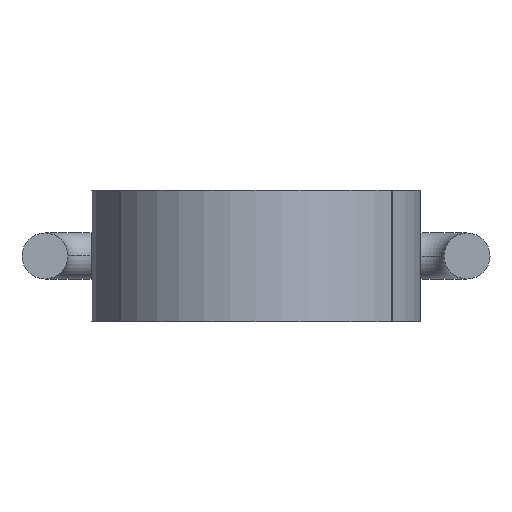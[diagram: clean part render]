
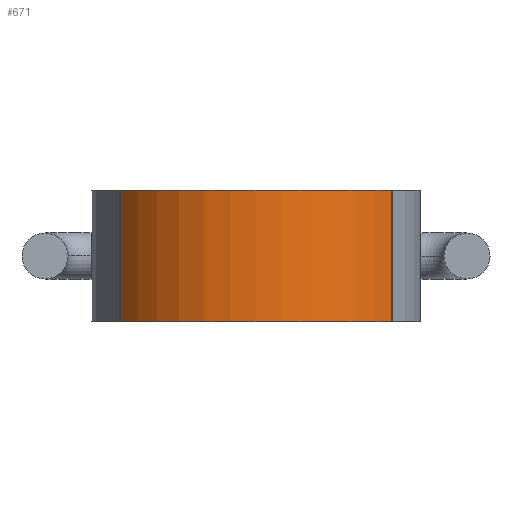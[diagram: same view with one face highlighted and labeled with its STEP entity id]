
A CAD part, front view. The second image highlights one B-rep face of the part: STEP entity #671.
In plain terms, the highlighted cylindrical face has radius 2.5 mm (diameter 5 mm), a partial arc.
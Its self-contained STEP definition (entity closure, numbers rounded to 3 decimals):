
#7 = DIRECTION ( 'NONE',  ( -1., 0., 0. ) ) ;
#29 = CIRCLE ( 'NONE', #897, 2.5 ) ;
#67 = VERTEX_POINT ( 'NONE', #138 ) ;
#73 = AXIS2_PLACEMENT_3D ( 'NONE', #977, #465, #1066 ) ;
#104 = CARTESIAN_POINT ( 'NONE',  ( -2.063, -1.412, 1. ) ) ;
#138 = CARTESIAN_POINT ( 'NONE',  ( -2.063, -1.412, -1. ) ) ;
#204 = ORIENTED_EDGE ( 'NONE', *, *, #489, .T. ) ;
#220 = DIRECTION ( 'NONE',  ( 0., 0., 1. ) ) ;
#257 = DIRECTION ( 'NONE',  ( 0., 0., 1. ) ) ;
#284 = VECTOR ( 'NONE', #220, 1000. ) ;
#416 = EDGE_CURVE ( 'NONE', #727, #1017, #806, .T. ) ;
#465 = DIRECTION ( 'NONE',  ( 0., 0., 1. ) ) ;
#466 = VECTOR ( 'NONE', #1025, 1000. ) ;
#489 = EDGE_CURVE ( 'NONE', #67, #1001, #29, .T. ) ;
#539 = CYLINDRICAL_SURFACE ( 'NONE', #565, 2.5 ) ;
#544 = ORIENTED_EDGE ( 'NONE', *, *, #1073, .F. ) ;
#550 = LINE ( 'NONE', #654, #284 ) ;
#565 = AXIS2_PLACEMENT_3D ( 'NONE', #885, #1061, #7 ) ;
#636 = CARTESIAN_POINT ( 'NONE',  ( 2.063, -1.412, 1. ) ) ;
#654 = CARTESIAN_POINT ( 'NONE',  ( 2.063, -1.412, -1. ) ) ;
#671 = ADVANCED_FACE ( 'NONE', ( #729 ), #539, .T. ) ;
#712 = LINE ( 'NONE', #1113, #466 ) ;
#727 = VERTEX_POINT ( 'NONE', #104 ) ;
#729 = FACE_OUTER_BOUND ( 'NONE', #791, .T. ) ;
#779 = CARTESIAN_POINT ( 'NONE',  ( 0., 0., -1. ) ) ;
#791 = EDGE_LOOP ( 'NONE', ( #544, #204, #988, #1069 ) ) ;
#806 = CIRCLE ( 'NONE', #73, 2.5 ) ;
#818 = EDGE_CURVE ( 'NONE', #1001, #1017, #550, .T. ) ;
#864 = DIRECTION ( 'NONE',  ( 1., 0., 0. ) ) ;
#885 = CARTESIAN_POINT ( 'NONE',  ( 0., 0., 1. ) ) ;
#897 = AXIS2_PLACEMENT_3D ( 'NONE', #779, #257, #864 ) ;
#977 = CARTESIAN_POINT ( 'NONE',  ( 0., 0., 1. ) ) ;
#980 = CARTESIAN_POINT ( 'NONE',  ( 2.063, -1.412, -1. ) ) ;
#988 = ORIENTED_EDGE ( 'NONE', *, *, #818, .T. ) ;
#1001 = VERTEX_POINT ( 'NONE', #980 ) ;
#1017 = VERTEX_POINT ( 'NONE', #636 ) ;
#1025 = DIRECTION ( 'NONE',  ( 0., 0., 1. ) ) ;
#1061 = DIRECTION ( 'NONE',  ( 0., 0., -1. ) ) ;
#1066 = DIRECTION ( 'NONE',  ( 1., 0., 0. ) ) ;
#1069 = ORIENTED_EDGE ( 'NONE', *, *, #416, .F. ) ;
#1073 = EDGE_CURVE ( 'NONE', #67, #727, #712, .T. ) ;
#1113 = CARTESIAN_POINT ( 'NONE',  ( -2.063, -1.412, -1. ) ) ;
